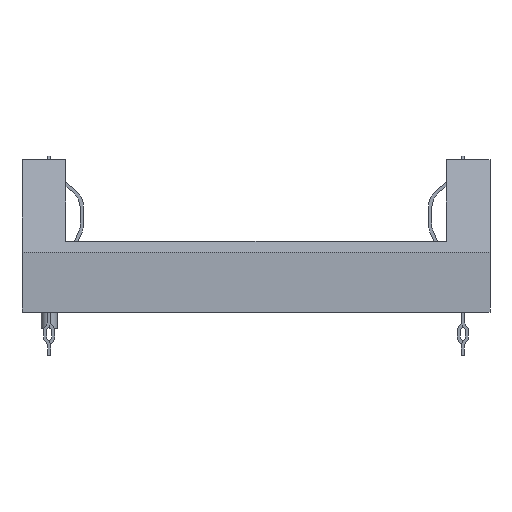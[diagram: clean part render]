
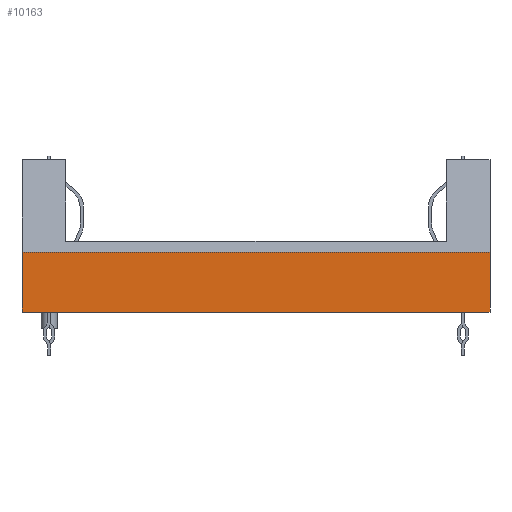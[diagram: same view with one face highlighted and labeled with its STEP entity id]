
A CAD part, front view. The second image highlights one B-rep face of the part: STEP entity #10163.
In plain terms, the highlighted planar face has unit normal (0, -1, 0).
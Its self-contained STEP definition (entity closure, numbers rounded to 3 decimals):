
#9139 = PLANE('',#9140);
#9140 = AXIS2_PLACEMENT_3D('',#9141,#9142,#9143);
#9141 = CARTESIAN_POINT('',(-21.5,-9.,0.));
#9142 = DIRECTION('',(0.,0.,1.));
#9143 = DIRECTION('',(1.,0.,0.));
#9238 = VERTEX_POINT('',#9239);
#9239 = CARTESIAN_POINT('',(-21.5,-9.,0.));
#9253 = PLANE('',#9254);
#9254 = AXIS2_PLACEMENT_3D('',#9255,#9256,#9257);
#9255 = CARTESIAN_POINT('',(-21.5,-9.,0.));
#9256 = DIRECTION('',(1.,0.,0.));
#9257 = DIRECTION('',(0.,0.,1.));
#9265 = EDGE_CURVE('',#9238,#9266,#9268,.T.);
#9266 = VERTEX_POINT('',#9267);
#9267 = CARTESIAN_POINT('',(21.5,-9.,0.));
#9268 = SURFACE_CURVE('',#9269,(#9273,#9280),.PCURVE_S1.);
#9269 = LINE('',#9270,#9271);
#9270 = CARTESIAN_POINT('',(-21.5,-9.,0.));
#9271 = VECTOR('',#9272,1.);
#9272 = DIRECTION('',(1.,0.,0.));
#9273 = PCURVE('',#9139,#9274);
#9274 = DEFINITIONAL_REPRESENTATION('',(#9275),#9279);
#9275 = LINE('',#9276,#9277);
#9276 = CARTESIAN_POINT('',(0.,0.));
#9277 = VECTOR('',#9278,1.);
#9278 = DIRECTION('',(1.,0.));
#9279 = ( GEOMETRIC_REPRESENTATION_CONTEXT(2) 
PARAMETRIC_REPRESENTATION_CONTEXT() REPRESENTATION_CONTEXT('2D SPACE',''
  ) );
#9280 = PCURVE('',#9281,#9286);
#9281 = PLANE('',#9282);
#9282 = AXIS2_PLACEMENT_3D('',#9283,#9284,#9285);
#9283 = CARTESIAN_POINT('',(-21.5,-9.,0.));
#9284 = DIRECTION('',(0.,1.,0.));
#9285 = DIRECTION('',(0.,0.,1.));
#9286 = DEFINITIONAL_REPRESENTATION('',(#9287),#9291);
#9287 = LINE('',#9288,#9289);
#9288 = CARTESIAN_POINT('',(0.,0.));
#9289 = VECTOR('',#9290,1.);
#9290 = DIRECTION('',(0.,1.));
#9291 = ( GEOMETRIC_REPRESENTATION_CONTEXT(2) 
PARAMETRIC_REPRESENTATION_CONTEXT() REPRESENTATION_CONTEXT('2D SPACE',''
  ) );
#9309 = PLANE('',#9310);
#9310 = AXIS2_PLACEMENT_3D('',#9311,#9312,#9313);
#9311 = CARTESIAN_POINT('',(21.5,-9.,0.));
#9312 = DIRECTION('',(1.,0.,0.));
#9313 = DIRECTION('',(0.,0.,1.));
#9950 = EDGE_CURVE('',#9266,#9951,#9953,.T.);
#9951 = VERTEX_POINT('',#9952);
#9952 = CARTESIAN_POINT('',(21.5,-9.,5.5));
#9953 = SURFACE_CURVE('',#9954,(#9958,#9965),.PCURVE_S1.);
#9954 = LINE('',#9955,#9956);
#9955 = CARTESIAN_POINT('',(21.5,-9.,0.));
#9956 = VECTOR('',#9957,1.);
#9957 = DIRECTION('',(0.,0.,1.));
#9958 = PCURVE('',#9309,#9959);
#9959 = DEFINITIONAL_REPRESENTATION('',(#9960),#9964);
#9960 = LINE('',#9961,#9962);
#9961 = CARTESIAN_POINT('',(0.,0.));
#9962 = VECTOR('',#9963,1.);
#9963 = DIRECTION('',(1.,0.));
#9964 = ( GEOMETRIC_REPRESENTATION_CONTEXT(2) 
PARAMETRIC_REPRESENTATION_CONTEXT() REPRESENTATION_CONTEXT('2D SPACE',''
  ) );
#9965 = PCURVE('',#9281,#9966);
#9966 = DEFINITIONAL_REPRESENTATION('',(#9967),#9971);
#9967 = LINE('',#9968,#9969);
#9968 = CARTESIAN_POINT('',(0.,43.));
#9969 = VECTOR('',#9970,1.);
#9970 = DIRECTION('',(1.,0.));
#9971 = ( GEOMETRIC_REPRESENTATION_CONTEXT(2) 
PARAMETRIC_REPRESENTATION_CONTEXT() REPRESENTATION_CONTEXT('2D SPACE',''
  ) );
#10152 = PLANE('',#10153);
#10153 = AXIS2_PLACEMENT_3D('',#10154,#10155,#10156);
#10154 = CARTESIAN_POINT('',(21.5,-6.9,14.));
#10155 = DIRECTION('',(0.,-0.971,0.24));
#10156 = DIRECTION('',(0.,-0.24,-0.971));
#10163 = ADVANCED_FACE('',(#10164),#9281,.F.);
#10164 = FACE_BOUND('',#10165,.F.);
#10165 = EDGE_LOOP('',(#10166,#10167,#10168,#10191));
#10166 = ORIENTED_EDGE('',*,*,#9950,.F.);
#10167 = ORIENTED_EDGE('',*,*,#9265,.F.);
#10168 = ORIENTED_EDGE('',*,*,#10169,.T.);
#10169 = EDGE_CURVE('',#9238,#10170,#10172,.T.);
#10170 = VERTEX_POINT('',#10171);
#10171 = CARTESIAN_POINT('',(-21.5,-9.,5.5));
#10172 = SURFACE_CURVE('',#10173,(#10177,#10184),.PCURVE_S1.);
#10173 = LINE('',#10174,#10175);
#10174 = CARTESIAN_POINT('',(-21.5,-9.,0.));
#10175 = VECTOR('',#10176,1.);
#10176 = DIRECTION('',(0.,0.,1.));
#10177 = PCURVE('',#9281,#10178);
#10178 = DEFINITIONAL_REPRESENTATION('',(#10179),#10183);
#10179 = LINE('',#10180,#10181);
#10180 = CARTESIAN_POINT('',(0.,0.));
#10181 = VECTOR('',#10182,1.);
#10182 = DIRECTION('',(1.,0.));
#10183 = ( GEOMETRIC_REPRESENTATION_CONTEXT(2) 
PARAMETRIC_REPRESENTATION_CONTEXT() REPRESENTATION_CONTEXT('2D SPACE',''
  ) );
#10184 = PCURVE('',#9253,#10185);
#10185 = DEFINITIONAL_REPRESENTATION('',(#10186),#10190);
#10186 = LINE('',#10187,#10188);
#10187 = CARTESIAN_POINT('',(0.,0.));
#10188 = VECTOR('',#10189,1.);
#10189 = DIRECTION('',(1.,0.));
#10190 = ( GEOMETRIC_REPRESENTATION_CONTEXT(2) 
PARAMETRIC_REPRESENTATION_CONTEXT() REPRESENTATION_CONTEXT('2D SPACE',''
  ) );
#10191 = ORIENTED_EDGE('',*,*,#10192,.F.);
#10192 = EDGE_CURVE('',#9951,#10170,#10193,.T.);
#10193 = SURFACE_CURVE('',#10194,(#10198,#10205),.PCURVE_S1.);
#10194 = LINE('',#10195,#10196);
#10195 = CARTESIAN_POINT('',(21.5,-9.,5.5));
#10196 = VECTOR('',#10197,1.);
#10197 = DIRECTION('',(-1.,-0.,-0.));
#10198 = PCURVE('',#9281,#10199);
#10199 = DEFINITIONAL_REPRESENTATION('',(#10200),#10204);
#10200 = LINE('',#10201,#10202);
#10201 = CARTESIAN_POINT('',(5.5,43.));
#10202 = VECTOR('',#10203,1.);
#10203 = DIRECTION('',(0.,-1.));
#10204 = ( GEOMETRIC_REPRESENTATION_CONTEXT(2) 
PARAMETRIC_REPRESENTATION_CONTEXT() REPRESENTATION_CONTEXT('2D SPACE',''
  ) );
#10205 = PCURVE('',#10152,#10206);
#10206 = DEFINITIONAL_REPRESENTATION('',(#10207),#10211);
#10207 = LINE('',#10208,#10209);
#10208 = CARTESIAN_POINT('',(8.756,0.));
#10209 = VECTOR('',#10210,1.);
#10210 = DIRECTION('',(0.,-1.));
#10211 = ( GEOMETRIC_REPRESENTATION_CONTEXT(2) 
PARAMETRIC_REPRESENTATION_CONTEXT() REPRESENTATION_CONTEXT('2D SPACE',''
  ) );
